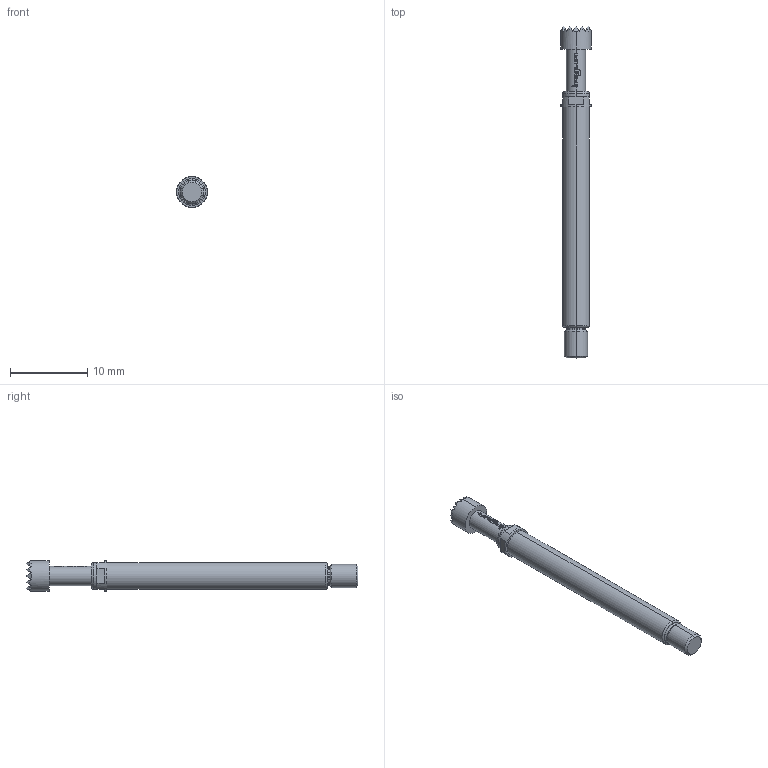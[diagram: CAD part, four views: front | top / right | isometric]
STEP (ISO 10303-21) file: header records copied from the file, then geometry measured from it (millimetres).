
FILE_DESCRIPTION (( 'STEP AP203' ), '1' );
FILE_NAME ('INGUN_GKS-854_306_400_A_xx02_MC.STEP', '2021-09-23T11:05:57', ( 'ochi' ), ( '' ), 'SwSTEP 2.0', 'SolidWorks 2018', '' );
FILE_SCHEMA (( 'CONFIG_CONTROL_DESIGN' ));
Length unit declared in the file: millimetre
Products named in the file (1): INGUN_GKS-854_306_400_A_xx02_MC
Bounding box: 4 x 43.1 x 4 mm (x, y, z)
Volume: 382.6 mm3; surface area: 502.2 mm2
Topology: 1 solids, 1 shells, 212 faces, 498 edges, 295 vertices
Faces by surface type: plane 147, cylinder 33, bspline 22, torus 6, cone 4
Entity records: 6279 total; most frequent: CARTESIAN_POINT 1664, ORIENTED_EDGE 996, DIRECTION 874, EDGE_CURVE 498, AXIS2_PLACEMENT_3D 317, VERTEX_POINT 295, LINE 240, VECTOR 240
